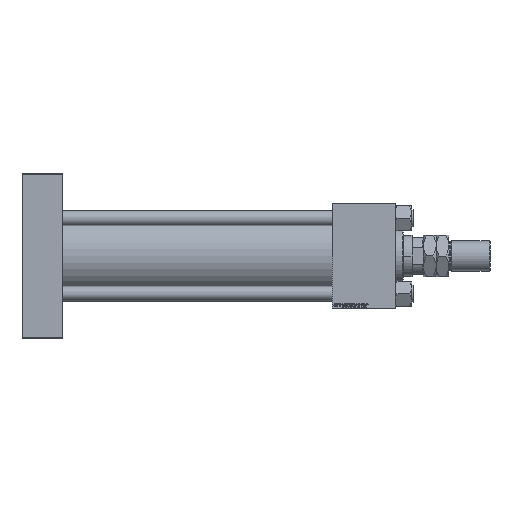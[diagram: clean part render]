
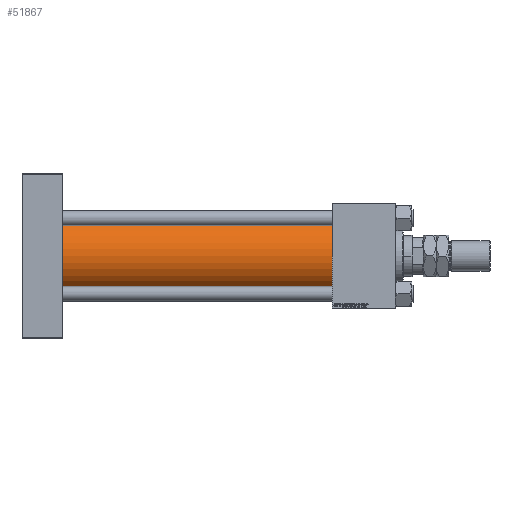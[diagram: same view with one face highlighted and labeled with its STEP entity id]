
A CAD part, front view. The second image highlights one B-rep face of the part: STEP entity #51867.
In plain terms, the highlighted cylindrical face has radius 43 mm (diameter 86 mm), a partial arc.
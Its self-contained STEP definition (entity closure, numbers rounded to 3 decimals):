
#2785 = CARTESIAN_POINT ( 'NONE',  ( 44., 0., 0. ) ) ;
#4646 = DIRECTION ( 'NONE',  ( 0., 0., -1. ) ) ;
#4834 = CYLINDRICAL_SURFACE ( 'NONE', #28810, 43. ) ;
#6418 = EDGE_CURVE ( 'NONE', #51855, #17258, #7651, .T. ) ;
#7416 = DIRECTION ( 'NONE',  ( 1., 0., 0. ) ) ;
#7651 = LINE ( 'NONE', #41062, #27894 ) ;
#11583 = CARTESIAN_POINT ( 'NONE',  ( 44., 0., 43. ) ) ;
#12986 = ORIENTED_EDGE ( 'NONE', *, *, #16534, .T. ) ;
#13597 = LINE ( 'NONE', #23366, #30855 ) ;
#16086 = EDGE_CURVE ( 'NONE', #49587, #51855, #52691, .T. ) ;
#16534 = EDGE_CURVE ( 'NONE', #49587, #21846, #13597, .T. ) ;
#17258 = VERTEX_POINT ( 'NONE', #21276 ) ;
#17423 = DIRECTION ( 'NONE',  ( -1., 0., 0. ) ) ;
#17438 = DIRECTION ( 'NONE',  ( -1., 0., 0. ) ) ;
#19371 = CARTESIAN_POINT ( 'NONE',  ( 340., 0., 43. ) ) ;
#20734 = AXIS2_PLACEMENT_3D ( 'NONE', #2785, #7416, #24114 ) ;
#21276 = CARTESIAN_POINT ( 'NONE',  ( 44., 0., -43. ) ) ;
#21801 = DIRECTION ( 'NONE',  ( 0., 0., 1. ) ) ;
#21846 = VERTEX_POINT ( 'NONE', #11583 ) ;
#23366 = CARTESIAN_POINT ( 'NONE',  ( 340., 0., 43. ) ) ;
#24114 = DIRECTION ( 'NONE',  ( 0., 0., 1. ) ) ;
#24351 = DIRECTION ( 'NONE',  ( -1., 0., 0. ) ) ;
#27744 = CIRCLE ( 'NONE', #20734, 43. ) ;
#27894 = VECTOR ( 'NONE', #24351, 1000. ) ;
#28810 = AXIS2_PLACEMENT_3D ( 'NONE', #49755, #17423, #21801 ) ;
#29033 = AXIS2_PLACEMENT_3D ( 'NONE', #33641, #41598, #4646 ) ;
#29398 = EDGE_CURVE ( 'NONE', #21846, #17258, #27744, .T. ) ;
#30855 = VECTOR ( 'NONE', #17438, 1000. ) ;
#33292 = CARTESIAN_POINT ( 'NONE',  ( 340., 0., -43. ) ) ;
#33641 = CARTESIAN_POINT ( 'NONE',  ( 340., 0., 0. ) ) ;
#36778 = ORIENTED_EDGE ( 'NONE', *, *, #29398, .T. ) ;
#41062 = CARTESIAN_POINT ( 'NONE',  ( 340., 0., -43. ) ) ;
#41598 = DIRECTION ( 'NONE',  ( 1., 0., 0. ) ) ;
#42618 = FACE_OUTER_BOUND ( 'NONE', #46179, .T. ) ;
#43822 = ORIENTED_EDGE ( 'NONE', *, *, #6418, .F. ) ;
#46179 = EDGE_LOOP ( 'NONE', ( #43822, #51185, #12986, #36778 ) ) ;
#49587 = VERTEX_POINT ( 'NONE', #19371 ) ;
#49755 = CARTESIAN_POINT ( 'NONE',  ( 340., 0., 0. ) ) ;
#51185 = ORIENTED_EDGE ( 'NONE', *, *, #16086, .F. ) ;
#51855 = VERTEX_POINT ( 'NONE', #33292 ) ;
#51867 = ADVANCED_FACE ( 'NONE', ( #42618 ), #4834, .T. ) ;
#52691 = CIRCLE ( 'NONE', #29033, 43. ) ;
